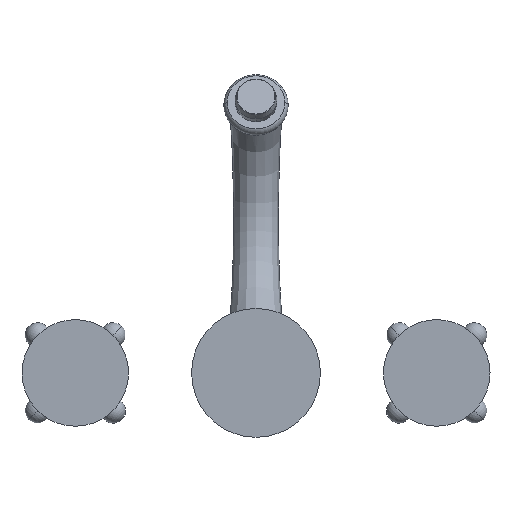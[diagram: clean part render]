
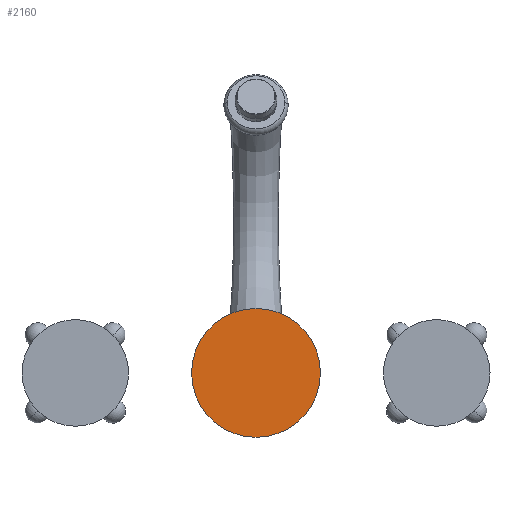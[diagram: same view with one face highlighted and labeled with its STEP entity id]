
A CAD part, front view. The second image highlights one B-rep face of the part: STEP entity #2160.
In plain terms, the highlighted planar face has unit normal (0, -1, 0).
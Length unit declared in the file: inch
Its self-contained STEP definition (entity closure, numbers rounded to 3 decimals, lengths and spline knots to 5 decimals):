
#693=CARTESIAN_POINT('',(0.,0.,0.));
#694=DIRECTION('',(0.,1.,0.));
#695=DIRECTION('',(-1.,0.,0.));
#696=AXIS2_PLACEMENT_3D('',#693,#694,#695);
#698=CARTESIAN_POINT('',(0.,0.,0.));
#699=DIRECTION('',(0.,1.,0.));
#700=DIRECTION('',(1.,0.,0.));
#701=AXIS2_PLACEMENT_3D('',#698,#699,#700);
#727=CARTESIAN_POINT('',(-1.425,0.,0.));
#728=CARTESIAN_POINT('',(1.425,0.,0.));
#729=VERTEX_POINT('',#727);
#730=VERTEX_POINT('',#728);
#2151=CARTESIAN_POINT('',(0.,0.,0.));
#2152=DIRECTION('',(0.,-1.,0.));
#2153=DIRECTION('',(-1.,0.,0.));
#2154=AXIS2_PLACEMENT_3D('',#2151,#2152,#2153);
#2155=PLANE('',#2154);
#2156=ORIENTED_EDGE('',*,*,#2144,.T.);
#2157=ORIENTED_EDGE('',*,*,#2133,.T.);
#2158=EDGE_LOOP('',(#2156,#2157));
#2159=FACE_OUTER_BOUND('',#2158,.F.);
#2160=ADVANCED_FACE('',(#2159),#2155,.T.);
#697=CIRCLE('',#696,1.425);
#702=CIRCLE('',#701,1.425);
#2133=EDGE_CURVE('',#730,#729,#702,.T.);
#2144=EDGE_CURVE('',#729,#730,#697,.T.);
